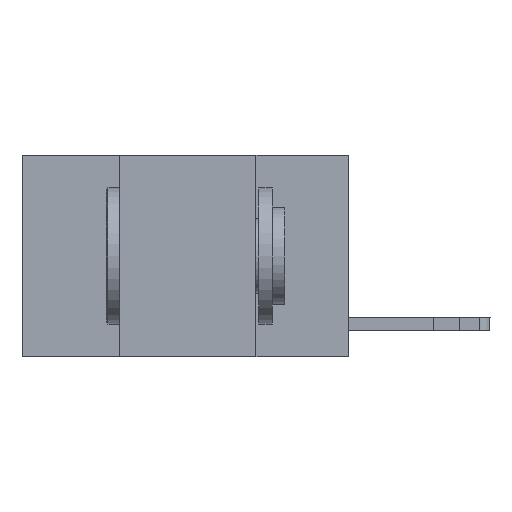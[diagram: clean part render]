
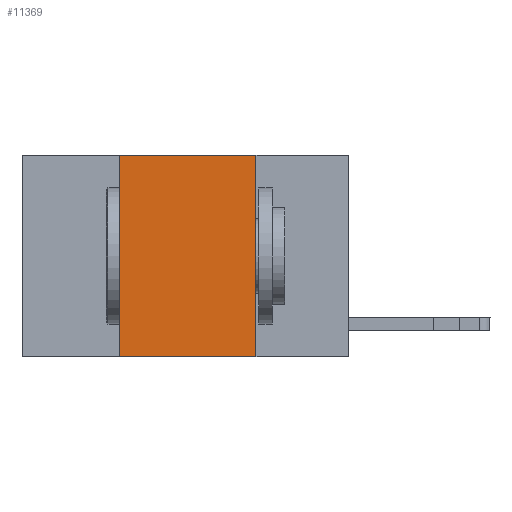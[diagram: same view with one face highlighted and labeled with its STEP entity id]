
A CAD part, left-side view. The second image highlights one B-rep face of the part: STEP entity #11369.
In plain terms, the highlighted planar face has unit normal (-1, 0, 0).
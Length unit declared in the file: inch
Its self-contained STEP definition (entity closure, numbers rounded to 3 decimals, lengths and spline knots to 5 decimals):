
#1248 = DIRECTION ( 'NONE',  ( 1., 0., 0. ) ) ;
#2989 = PLANE ( 'NONE',  #20372 ) ;
#3060 = VERTEX_POINT ( 'NONE', #5616 ) ;
#3095 = VERTEX_POINT ( 'NONE', #25920 ) ;
#3518 = CARTESIAN_POINT ( 'NONE',  ( 0., 0.6, 0. ) ) ;
#4377 = EDGE_CURVE ( 'NONE', #3095, #9600, #11481, .T. ) ;
#4776 = ORIENTED_EDGE ( 'NONE', *, *, #9490, .F. ) ;
#4882 = CARTESIAN_POINT ( 'NONE',  ( 0., 0.42, 0. ) ) ;
#5247 = FACE_OUTER_BOUND ( 'NONE', #24966, .T. ) ;
#5374 = DIRECTION ( 'NONE',  ( 0., 0., -1. ) ) ;
#5616 = CARTESIAN_POINT ( 'NONE',  ( 0., 0.17, 0. ) ) ;
#5700 = CARTESIAN_POINT ( 'NONE',  ( 0., 0.17, -0.37 ) ) ;
#5966 = CARTESIAN_POINT ( 'NONE',  ( 0., 0.6, 0. ) ) ;
#8860 = LINE ( 'NONE', #4882, #18389 ) ;
#9377 = CARTESIAN_POINT ( 'NONE',  ( 0., 0.6, -0.37 ) ) ;
#9490 = EDGE_CURVE ( 'NONE', #3060, #9600, #13251, .T. ) ;
#9600 = VERTEX_POINT ( 'NONE', #5700 ) ;
#10780 = VECTOR ( 'NONE', #14030, 39.37008 ) ;
#11369 = ADVANCED_FACE ( 'NONE', ( #5247 ), #2989, .F. ) ;
#11481 = LINE ( 'NONE', #9377, #19476 ) ;
#12122 = CARTESIAN_POINT ( 'NONE',  ( 0., 0.42, 0. ) ) ;
#12355 = ORIENTED_EDGE ( 'NONE', *, *, #16941, .F. ) ;
#12714 = VERTEX_POINT ( 'NONE', #12122 ) ;
#13251 = LINE ( 'NONE', #19742, #21995 ) ;
#14030 = DIRECTION ( 'NONE',  ( 0., -1., 0. ) ) ;
#14554 = LINE ( 'NONE', #5966, #10780 ) ;
#16941 = EDGE_CURVE ( 'NONE', #12714, #3060, #14554, .T. ) ;
#17351 = DIRECTION ( 'NONE',  ( 0., 0., -1. ) ) ;
#17593 = ORIENTED_EDGE ( 'NONE', *, *, #4377, .T. ) ;
#18389 = VECTOR ( 'NONE', #25045, 39.37008 ) ;
#18583 = ORIENTED_EDGE ( 'NONE', *, *, #22939, .F. ) ;
#19437 = DIRECTION ( 'NONE',  ( 0., -1., 0. ) ) ;
#19476 = VECTOR ( 'NONE', #19437, 39.37008 ) ;
#19742 = CARTESIAN_POINT ( 'NONE',  ( 0., 0.17, 0. ) ) ;
#20372 = AXIS2_PLACEMENT_3D ( 'NONE', #3518, #1248, #5374 ) ;
#21995 = VECTOR ( 'NONE', #17351, 39.37008 ) ;
#22939 = EDGE_CURVE ( 'NONE', #3095, #12714, #8860, .T. ) ;
#24966 = EDGE_LOOP ( 'NONE', ( #4776, #12355, #18583, #17593 ) ) ;
#25045 = DIRECTION ( 'NONE',  ( 0., 0., 1. ) ) ;
#25920 = CARTESIAN_POINT ( 'NONE',  ( 0., 0.42, -0.37 ) ) ;
